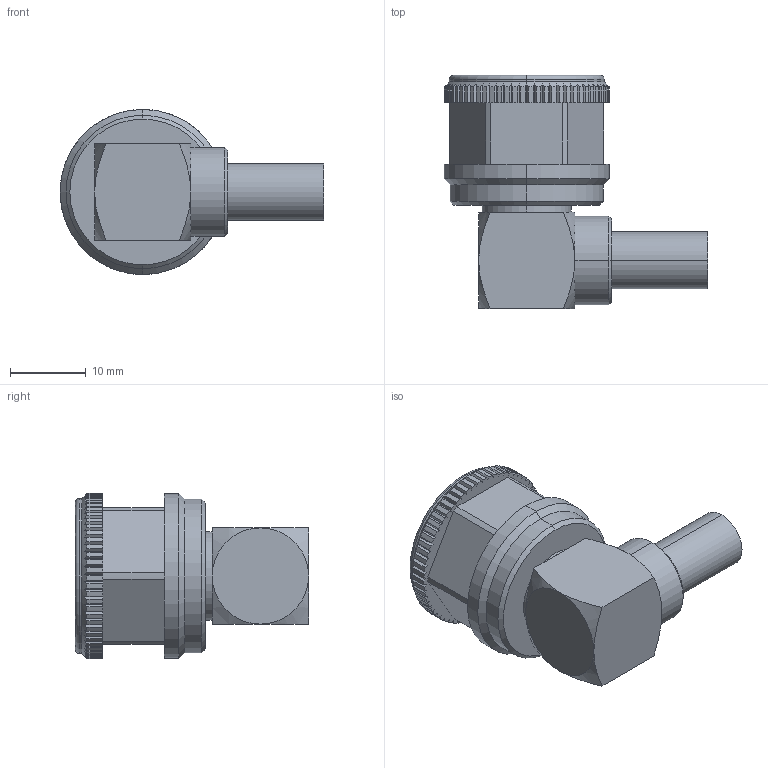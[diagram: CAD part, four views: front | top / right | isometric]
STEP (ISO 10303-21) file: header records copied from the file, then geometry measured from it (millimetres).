
FILE_DESCRIPTION (( 'STEP AP214' ), '1' );
FILE_NAME ('PE44525.STEP', '2018-02-19T15:35:22', ( '' ), ( '' ), 'SwSTEP 2.0', 'SolidWorks 2017', '' );
FILE_SCHEMA (( 'AUTOMOTIVE_DESIGN' ));
Length unit declared in the file: inch
Products named in the file (1): PE44525
Bounding box: 34.76 x 30.73 x 21.78 mm (x, y, z)
Volume: 6554.2 mm3; surface area: 4846.7 mm2
Topology: 2 solids, 2 shells, 328 faces, 896 edges, 587 vertices
Faces by surface type: plane 175, cylinder 117, cone 29, torus 4, bspline 3
Entity records: 11708 total; most frequent: CARTESIAN_POINT 3346, ORIENTED_EDGE 1792, DIRECTION 1629, EDGE_CURVE 896, AXIS2_PLACEMENT_3D 591, VERTEX_POINT 587, VECTOR 447, LINE 447
